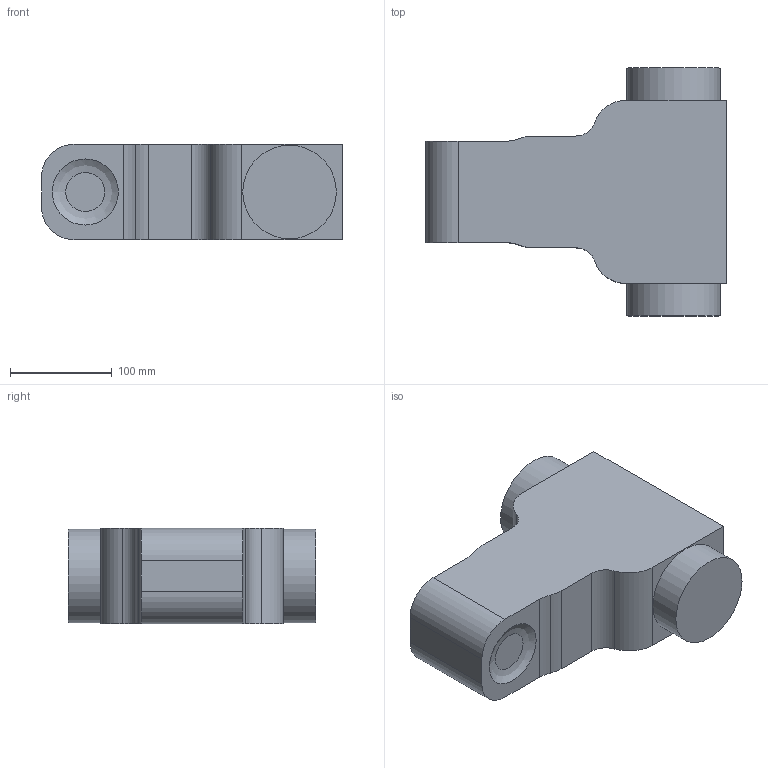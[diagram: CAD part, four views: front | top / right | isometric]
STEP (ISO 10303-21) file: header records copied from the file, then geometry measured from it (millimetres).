
FILE_DESCRIPTION(/* description */ ('','CAx-IF Rec.Pracs.---Representation and Presentation of Product Manufacturing Information (PMI)---4.0---2014-10-13'),/* implementation_level */ '2;1');
FILE_NAME(/* name */ 'body.step',/* time_stamp */ '2021-11-30T10:26:14-05:00',/* author */ ('boxi'),/* organization */ (''),/* preprocessor_version */ 'ST-DEVELOPER v18',/* originating_system */ 'Autodesk Inventor 2020',/* authorisation */ '');
FILE_SCHEMA (('AP242_MANAGED_MODEL_BASED_3D_ENGINEERING_MIM_LF { 1 0 10303 442 1 1 4 }'));
Length unit declared in the file: millimetre
Products named in the file (1): body_2
Bounding box: 296 x 244 x 94 mm (x, y, z)
Volume: 3502870.4 mm3; surface area: 258904.6 mm2
Topology: 1 solids, 2 shells, 47 faces, 113 edges, 76 vertices
Faces by surface type: plane 28, cylinder 17, bspline 2
Full cylindrical faces by diameter (mm): 15 x1, 92 x2
Entity records: 1567 total; most frequent: CARTESIAN_POINT 306, DIRECTION 273, ORIENTED_EDGE 226, EDGE_CURVE 113, AXIS2_PLACEMENT_3D 101, VERTEX_POINT 76, LINE 71, VECTOR 71
